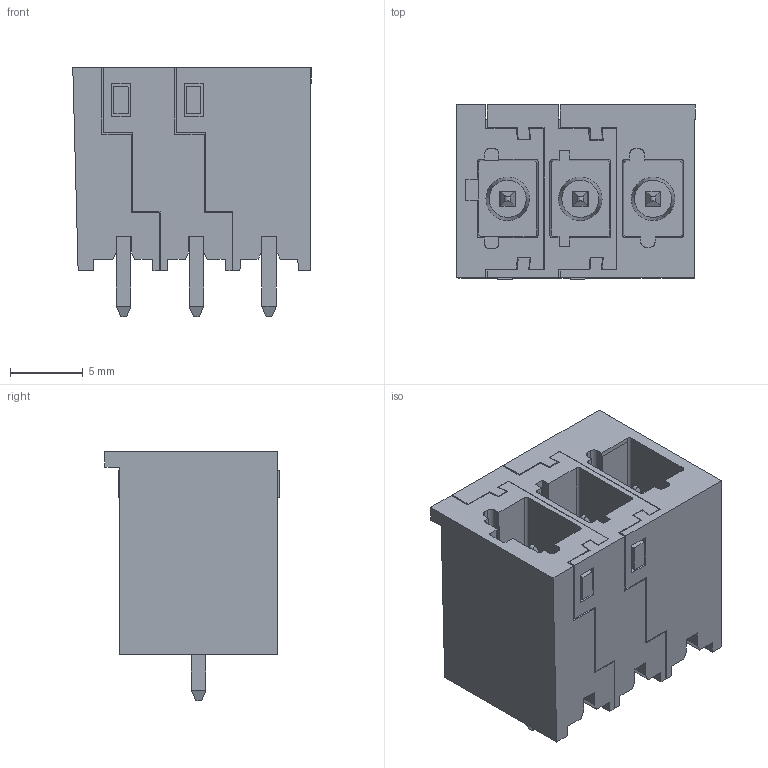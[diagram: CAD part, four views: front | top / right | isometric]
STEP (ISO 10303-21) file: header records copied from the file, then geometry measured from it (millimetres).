
FILE_DESCRIPTION(('CATIA V5 STEP Exchange','CAx-IF Rec.Pracs.--- Model Styling and Organization---1.4--- 2014-01-23'),'2;1');
FILE_NAME ('1328026-3_0_8000072430_8000072430.stp','2022-05-03T10:08:48+00:00',('none'),('Weidmueller'),'CATIA Version 5-6 Release 2016 SP3 HF44','CATIA V5 STEP AP214','none');
FILE_SCHEMA(('AUTOMOTIVE_DESIGN { 1 0 10303 214 1 1 1 1 }'));
Length unit declared in the file: millimetre
Products named in the file (1): 8000072430
Bounding box: 16.4 x 11.98 x 17.15 mm (x, y, z)
Volume: 1710 mm3; surface area: 3150.2 mm2
Topology: 6 solids, 6 shells, 333 faces, 916 edges, 600 vertices
Faces by surface type: plane 296, cylinder 31, cone 6
Entity records: 10636 total; most frequent: CARTESIAN_POINT 2168, ORIENTED_EDGE 1832, DIRECTION 1558, EDGE_CURVE 916, VECTOR 842, LINE 842, VERTEX_POINT 600, AXIS2_PLACEMENT_3D 384
